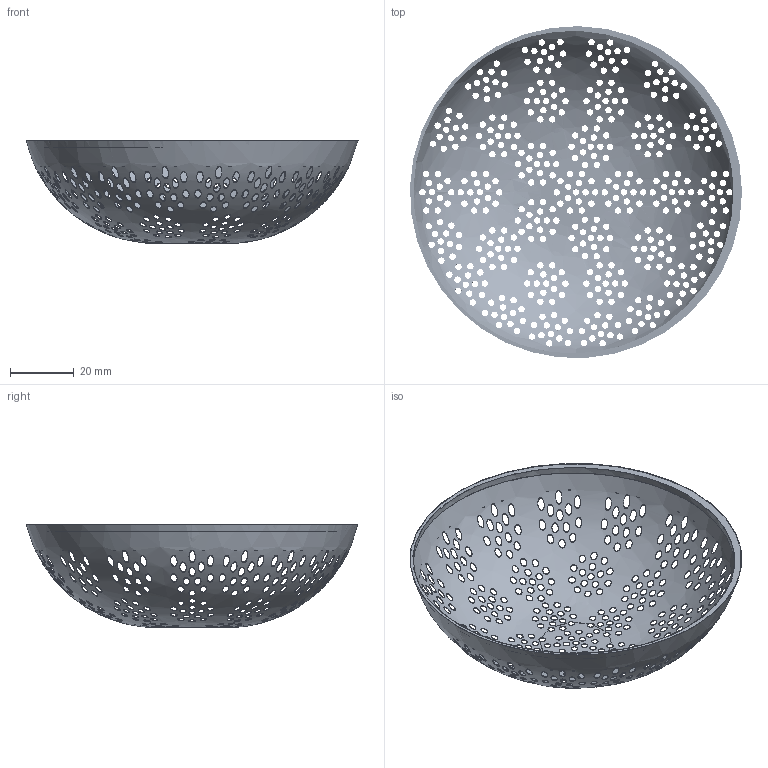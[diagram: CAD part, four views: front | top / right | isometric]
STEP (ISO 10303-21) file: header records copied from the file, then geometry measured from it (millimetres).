
FILE_DESCRIPTION(/* description */ ('STEP AP242','CAx-IF Rec.Pracs.---Representation and Presentation of Product Manufacturing Information (PMI)---4.0---2014-10-13','CAx-IF Rec.Pracs.---3D Tessellated Geometry---0.4---2014-09-14','2;1'),/* implementation_level */ '2;1');
FILE_NAME(/* name */ '669f8c7be24f1b5fd0376f5c',/* time_stamp */ '2024-07-23T10:57:01Z',/* author */ (''),/* organization */ (''),/* preprocessor_version */ 'ST-DEVELOPER v20',/* originating_system */ ' ',/* authorisation */ ' ');
FILE_SCHEMA (('AP242_MANAGED_MODEL_BASED_3D_ENGINEERING_MIM_LF { 1 0 10303 442 1 1 4 }'));
Length unit declared in the file: metre
Products named in the file (1): Part 1
Bounding box: 103.8 x 103.72 x 32.2 mm (x, y, z)
Volume: 1198 mm3; surface area: 24260.5 mm2
Topology: 1 solids, 1 shells, 553 faces, 2034 edges, 1488 vertices
Faces by surface type: cylinder 496, plane 53, torus 2, bspline 2
Full cylindrical faces by diameter (mm): 2 x464
Entity records: 29364 total; most frequent: CARTESIAN_POINT 16666, ORIENTED_EDGE 2204, EDGE_LOOP 1964, FACE_BOUND 1964, DIRECTION 1464, EDGE_CURVE 1102, VERTEX_POINT 1034, B_SPLINE_CURVE_WITH_KNOTS 922
